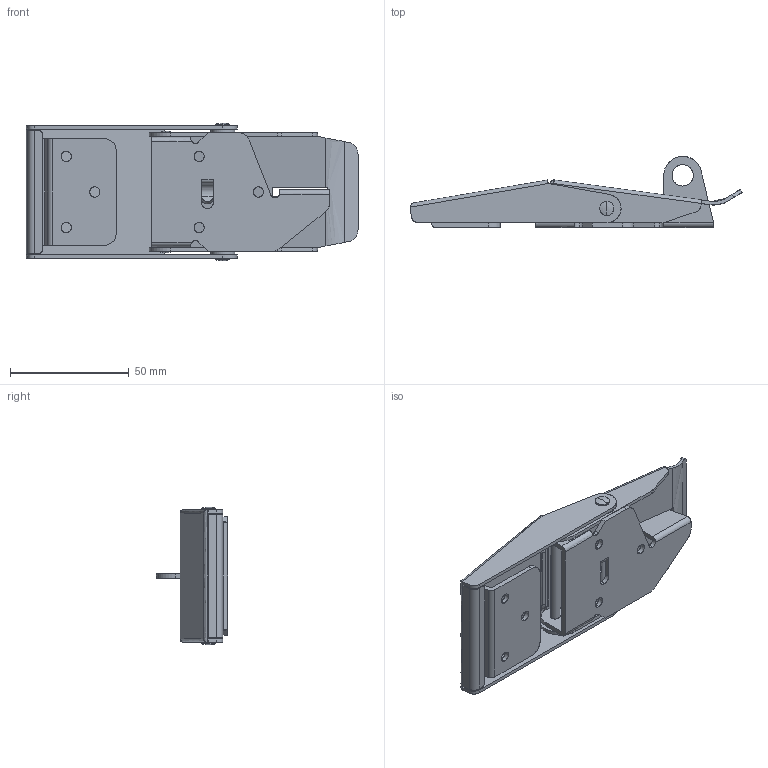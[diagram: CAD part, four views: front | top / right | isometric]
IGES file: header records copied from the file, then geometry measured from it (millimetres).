
Start section: SolidWorks IGES file using analytic representation for surfaces
Global section: file name: C-1143-1-1.IGS; native system: SolidWorks 2018; preprocessor: SolidWorks 2018; author: 1337yo; date: 200923.163046; units: millimetre
Bounding box: 140 x 30 x 57.92 mm (x, y, z)
Surface area: 38091.1 mm2 (no closed solid volume)
Topology: 0 solids, 0 shells, 216 faces, 3356 edges, 3352 vertices
Faces by surface type: revolution 118, bspline 98
